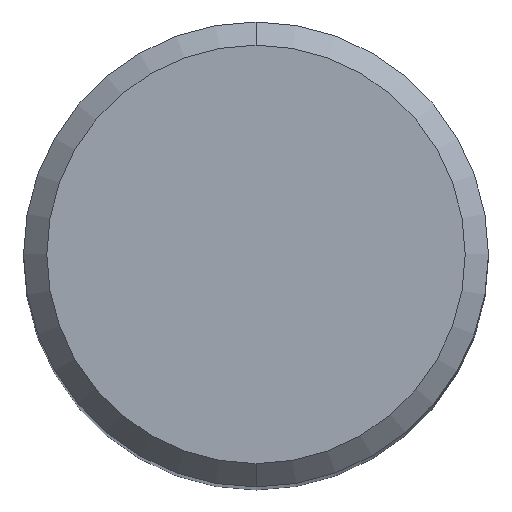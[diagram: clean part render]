
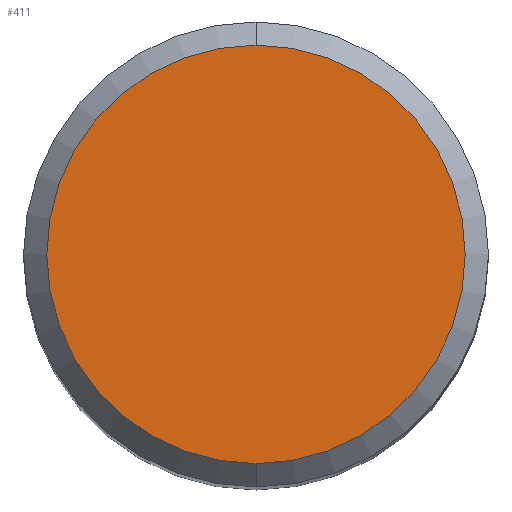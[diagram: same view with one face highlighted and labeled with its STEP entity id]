
A CAD part, top view. The second image highlights one B-rep face of the part: STEP entity #411.
In plain terms, the highlighted planar face has unit normal (0, 0, 1).
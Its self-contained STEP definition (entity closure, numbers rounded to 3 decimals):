
#199=EDGE_CURVE('',#429,#397,#495,.T.);
#345=EDGE_CURVE('',#397,#429,#651,.T.);
#397=VERTEX_POINT('',#710);
#411=ADVANCED_FACE('',(#725),#726,.T.);
#429=VERTEX_POINT('',#746);
#495=CIRCLE('',#855,4.5);
#651=CIRCLE('',#1176,4.5);
#710=CARTESIAN_POINT('',(0.,-4.5,0.0));
#725=FACE_OUTER_BOUND('',#1327,.T.);
#726=PLANE('',#1328);
#746=CARTESIAN_POINT('',(0.0,4.5,0.0));
#855=AXIS2_PLACEMENT_3D('',#1459,#1460,#1461);
#1176=AXIS2_PLACEMENT_3D('',#1607,#1608,#1609);
#1327=EDGE_LOOP('',(#1700,#1701));
#1328=AXIS2_PLACEMENT_3D('',#1702,#1703,#1704);
#1459=CARTESIAN_POINT('',(0.0,0.0,0.0));
#1460=DIRECTION('',(0.0,0.0,-1.0));
#1461=DIRECTION('',(0.0,1.0,0.0));
#1607=CARTESIAN_POINT('',(0.0,0.0,0.0));
#1608=DIRECTION('',(0.0,0.0,-1.0));
#1609=DIRECTION('',(0.0,1.0,0.0));
#1700=ORIENTED_EDGE('',*,*,#199,.F.);
#1701=ORIENTED_EDGE('',*,*,#345,.F.);
#1702=CARTESIAN_POINT('',(0.0,2.25,0.0));
#1703=DIRECTION('',(-0.0,0.0,1.0));
#1704=DIRECTION('',(0.0,-1.0,0.0));
